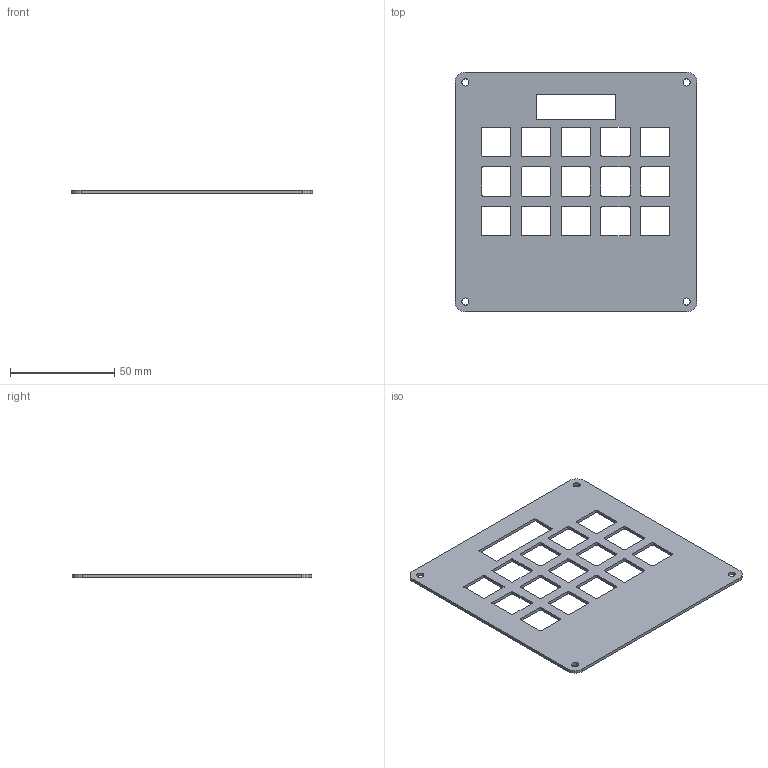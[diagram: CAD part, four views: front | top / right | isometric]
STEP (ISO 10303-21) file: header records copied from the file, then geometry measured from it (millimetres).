
FILE_DESCRIPTION(/* description */ (''),/* implementation_level */ '2;1');
FILE_NAME(/* name */ 'Hackpad Case Top.step',/* time_stamp */ '2026-01-13T19:16:25+01:00',/* author */ (''),/* organization */ (''),/* preprocessor_version */ 'ST-DEVELOPER v20.1',/* originating_system */ 'Autodesk Translation Framework v14.21.0.0',/* authorisation */ '');
FILE_SCHEMA (('AUTOMOTIVE_DESIGN { 1 0 10303 214 3 1 1 }'));
Length unit declared in the file: millimetre
Products named in the file (1): 2026-01-13-19-11-27-488
Bounding box: 116 x 115 x 1.5 mm (x, y, z)
Volume: 14834.2 mm3; surface area: 21913.8 mm2
Topology: 1 solids, 1 shells, 138 faces, 408 edges, 272 vertices
Faces by surface type: plane 70, cylinder 68
Full cylindrical faces by diameter (mm): 3.4 x4
Entity records: 4761 total; most frequent: DIRECTION 822, CARTESIAN_POINT 819, ORIENTED_EDGE 816, EDGE_CURVE 408, AXIS2_PLACEMENT_3D 275, LINE 272, VECTOR 272, VERTEX_POINT 272
